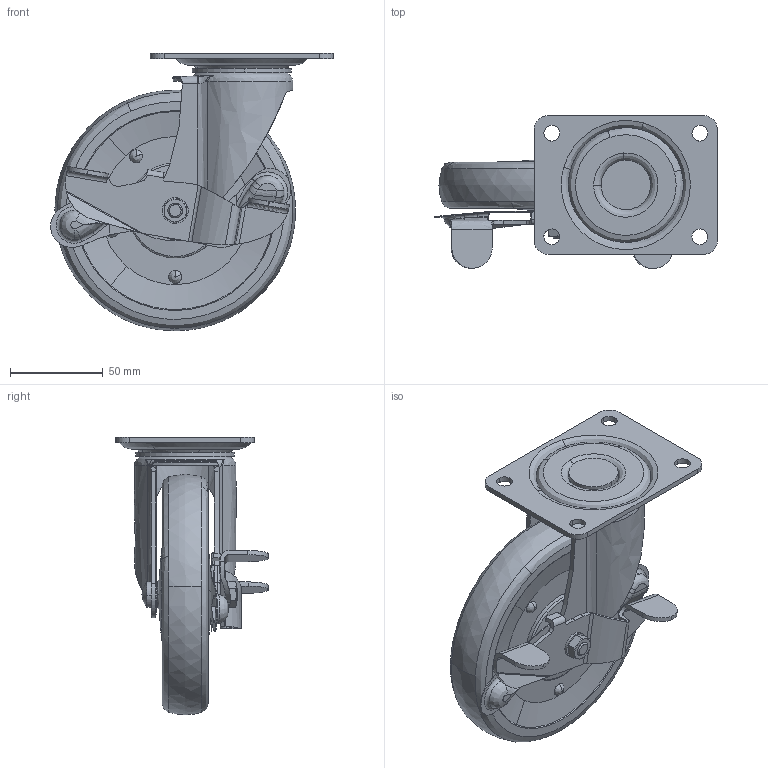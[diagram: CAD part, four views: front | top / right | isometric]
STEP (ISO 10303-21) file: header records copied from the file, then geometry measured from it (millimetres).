
FILE_DESCRIPTION((''),'2;1');
FILE_NAME('','2005-12-16T17:24:45',(''),(''),'','CADfix','');
FILE_SCHEMA(('AUTOMOTIVE_DESIGN'));
Length unit declared in the file: millimetre
Products named in the file (8): wheel; plate; mounting plate; main shaft; lever; body; axle; No_108S_19066_36
Assembly tree (7 placements, depth 2):
  No_108S_19066_36
    wheel
    plate
    mounting plate
    main shaft
    lever
    body
    axle
Bounding box: 152.85 x 82.41 x 149.99 mm (x, y, z)
Volume: 377108.4 mm3; surface area: 97905.5 mm2
Topology: 7 solids, 7 shells, 420 faces, 1215 edges, 835 vertices
Faces by surface type: bspline 420
Entity records: 20286 total; most frequent: CARTESIAN_POINT 13625, ORIENTED_EDGE 2422, EDGE_CURVE 1211, VERTEX_POINT 835, EDGE_LOOP 472, FACE_OUTER_BOUND 420, ADVANCED_FACE 420, QUASI_UNIFORM_CURVE 302
